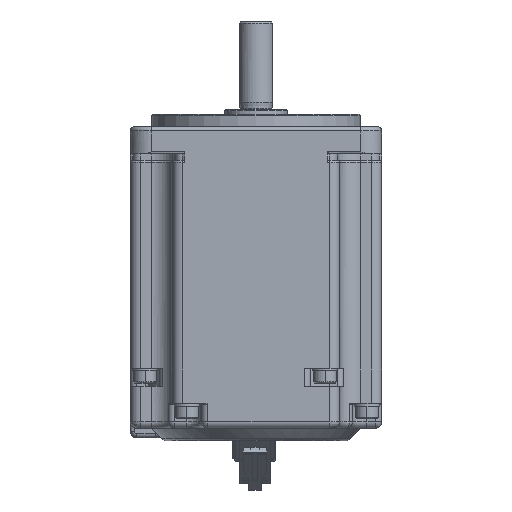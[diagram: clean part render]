
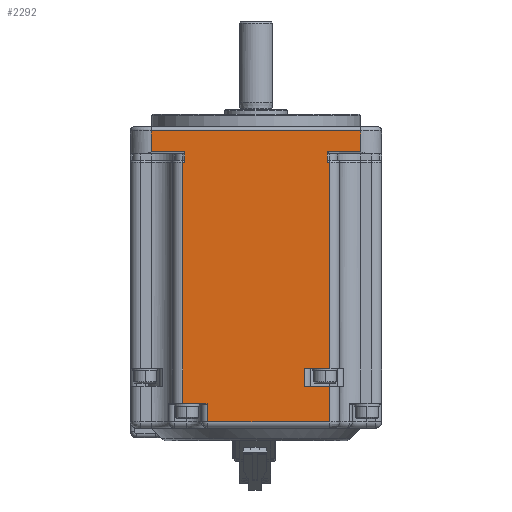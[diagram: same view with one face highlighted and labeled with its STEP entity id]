
A CAD part, front view. The second image highlights one B-rep face of the part: STEP entity #2292.
In plain terms, the highlighted planar face has unit normal (0, -1, 0).
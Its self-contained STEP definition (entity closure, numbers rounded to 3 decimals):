
#2113=CARTESIAN_POINT('',(62.5,-30.,-88.6));
#2114=VERTEX_POINT('',#2113);
#2122=CARTESIAN_POINT('',(62.5,-30.,-31.1));
#2123=VERTEX_POINT('',#2122);
#2124=CARTESIAN_POINT('',(62.5,-30.,-31.1));
#2125=DIRECTION('',(0.,0.,-1.));
#2126=VECTOR('',#2125,57.5);
#2127=LINE('',#2124,#2126);
#2128=EDGE_CURVE('',#2123,#2114,#2127,.T.);
#2141=CARTESIAN_POINT('',(80.,-30.,-58.35));
#2142=DIRECTION('',(0.,0.,1.));
#2143=DIRECTION('',(0.,-1.,0.));
#2144=AXIS2_PLACEMENT_3D('',#2141,#2143,#2142);
#2145=PLANE('',#2144);
#2146=CARTESIAN_POINT('',(67.403,-30.,-88.6));
#2147=VERTEX_POINT('',#2146);
#2148=CARTESIAN_POINT('',(62.5,-30.,-88.6));
#2149=DIRECTION('',(1.,0.,0.));
#2150=VECTOR('',#2149,4.903);
#2151=LINE('',#2148,#2150);
#2152=EDGE_CURVE('',#2114,#2147,#2151,.T.);
#2153=ORIENTED_EDGE('',*,*,#2152,.T.);
#2154=CARTESIAN_POINT('',(68.5,-30.,-88.8));
#2155=VERTEX_POINT('',#2154);
#2156=CARTESIAN_POINT('',(67.403,-30.,-88.6));
#2157=CARTESIAN_POINT('',(67.636,-30.,-88.6));
#2158=CARTESIAN_POINT('',(68.458,-30.,-88.75));
#2159=CARTESIAN_POINT('',(68.5,-30.,-88.8));
#2160=B_SPLINE_CURVE_WITH_KNOTS('',3,(#2156,#2157,#2158,#2159),.UNSPECIFIED.,.F.,.U.,(4,4),(0.,1.),.UNSPECIFIED.);
#2161=EDGE_CURVE('',#2147,#2155,#2160,.T.);
#2162=ORIENTED_EDGE('',*,*,#2161,.T.);
#2163=CARTESIAN_POINT('',(68.5,-30.,-93.1));
#2164=VERTEX_POINT('',#2163);
#2165=CARTESIAN_POINT('',(68.5,-30.,-88.8));
#2166=DIRECTION('',(0.,0.,-1.));
#2167=VECTOR('',#2166,4.3);
#2168=LINE('',#2165,#2167);
#2169=EDGE_CURVE('',#2155,#2164,#2168,.T.);
#2170=ORIENTED_EDGE('',*,*,#2169,.T.);
#2171=CARTESIAN_POINT('',(97.5,-30.,-93.1));
#2172=VERTEX_POINT('',#2171);
#2173=CARTESIAN_POINT('',(68.5,-30.,-93.1));
#2174=DIRECTION('',(1.,0.,0.));
#2175=VECTOR('',#2174,29.);
#2176=LINE('',#2173,#2175);
#2177=EDGE_CURVE('',#2164,#2172,#2176,.T.);
#2178=ORIENTED_EDGE('',*,*,#2177,.T.);
#2179=CARTESIAN_POINT('',(97.5,-30.,-84.6));
#2180=VERTEX_POINT('',#2179);
#2181=CARTESIAN_POINT('',(97.5,-30.,-93.1));
#2182=DIRECTION('',(0.,0.,1.));
#2183=VECTOR('',#2182,8.5);
#2184=LINE('',#2181,#2183);
#2185=EDGE_CURVE('',#2172,#2180,#2184,.T.);
#2186=ORIENTED_EDGE('',*,*,#2185,.T.);
#2187=CARTESIAN_POINT('',(91.5,-30.,-84.6));
#2188=VERTEX_POINT('',#2187);
#2189=CARTESIAN_POINT('',(97.5,-30.,-84.6));
#2190=DIRECTION('',(-1.,0.,0.));
#2191=VECTOR('',#2190,6.);
#2192=LINE('',#2189,#2191);
#2193=EDGE_CURVE('',#2180,#2188,#2192,.T.);
#2194=ORIENTED_EDGE('',*,*,#2193,.T.);
#2195=CARTESIAN_POINT('',(91.5,-30.,-80.3));
#2196=VERTEX_POINT('',#2195);
#2197=CARTESIAN_POINT('',(91.5,-30.,-84.6));
#2198=DIRECTION('',(0.,0.,1.));
#2199=VECTOR('',#2198,4.3);
#2200=LINE('',#2197,#2199);
#2201=EDGE_CURVE('',#2188,#2196,#2200,.T.);
#2202=ORIENTED_EDGE('',*,*,#2201,.T.);
#2203=CARTESIAN_POINT('',(97.5,-30.,-80.3));
#2204=VERTEX_POINT('',#2203);
#2205=CARTESIAN_POINT('',(91.5,-30.,-80.3));
#2206=DIRECTION('',(1.,0.,0.));
#2207=VECTOR('',#2206,6.);
#2208=LINE('',#2205,#2207);
#2209=EDGE_CURVE('',#2196,#2204,#2208,.T.);
#2210=ORIENTED_EDGE('',*,*,#2209,.T.);
#2211=CARTESIAN_POINT('',(97.5,-30.,-31.1));
#2212=VERTEX_POINT('',#2211);
#2213=CARTESIAN_POINT('',(97.5,-30.,-31.1));
#2214=DIRECTION('',(0.,0.,-1.));
#2215=VECTOR('',#2214,49.2);
#2216=LINE('',#2213,#2215);
#2217=EDGE_CURVE('',#2212,#2204,#2216,.T.);
#2218=ORIENTED_EDGE('',*,*,#2217,.F.);
#2219=CARTESIAN_POINT('',(97.,-30.,-31.1));
#2220=VERTEX_POINT('',#2219);
#2221=CARTESIAN_POINT('',(97.,-30.,-31.1));
#2222=DIRECTION('',(1.,0.,0.));
#2223=VECTOR('',#2222,0.5);
#2224=LINE('',#2221,#2223);
#2225=EDGE_CURVE('',#2220,#2212,#2224,.T.);
#2226=ORIENTED_EDGE('',*,*,#2225,.F.);
#2227=CARTESIAN_POINT('',(97.,-30.,-28.6));
#2228=VERTEX_POINT('',#2227);
#2229=CARTESIAN_POINT('',(97.,-30.,-28.6));
#2230=DIRECTION('',(0.,0.,-1.));
#2231=VECTOR('',#2230,2.5);
#2232=LINE('',#2229,#2231);
#2233=EDGE_CURVE('',#2228,#2220,#2232,.T.);
#2234=ORIENTED_EDGE('',*,*,#2233,.F.);
#2235=CARTESIAN_POINT('',(105.,-30.,-28.6));
#2236=VERTEX_POINT('',#2235);
#2237=CARTESIAN_POINT('',(105.,-30.,-28.6));
#2238=DIRECTION('',(-1.,0.,0.));
#2239=VECTOR('',#2238,8.);
#2240=LINE('',#2237,#2239);
#2241=EDGE_CURVE('',#2236,#2228,#2240,.T.);
#2242=ORIENTED_EDGE('',*,*,#2241,.F.);
#2243=CARTESIAN_POINT('',(105.,-30.,-23.6));
#2244=VERTEX_POINT('',#2243);
#2245=CARTESIAN_POINT('',(105.,-30.,-23.6));
#2246=DIRECTION('',(0.,0.,-1.));
#2247=VECTOR('',#2246,5.);
#2248=LINE('',#2245,#2247);
#2249=EDGE_CURVE('',#2244,#2236,#2248,.T.);
#2250=ORIENTED_EDGE('',*,*,#2249,.F.);
#2251=CARTESIAN_POINT('',(55.,-30.,-23.6));
#2252=VERTEX_POINT('',#2251);
#2253=CARTESIAN_POINT('',(105.,-30.,-23.6));
#2254=DIRECTION('',(-1.,0.,0.));
#2255=VECTOR('',#2254,50.);
#2256=LINE('',#2253,#2255);
#2257=EDGE_CURVE('',#2244,#2252,#2256,.T.);
#2258=ORIENTED_EDGE('',*,*,#2257,.T.);
#2259=CARTESIAN_POINT('',(55.,-30.,-28.6));
#2260=VERTEX_POINT('',#2259);
#2261=CARTESIAN_POINT('',(55.,-30.,-28.6));
#2262=DIRECTION('',(0.,0.,1.));
#2263=VECTOR('',#2262,5.);
#2264=LINE('',#2261,#2263);
#2265=EDGE_CURVE('',#2260,#2252,#2264,.T.);
#2266=ORIENTED_EDGE('',*,*,#2265,.F.);
#2267=CARTESIAN_POINT('',(63.,-30.,-28.6));
#2268=VERTEX_POINT('',#2267);
#2269=CARTESIAN_POINT('',(63.,-30.,-28.6));
#2270=DIRECTION('',(-1.,0.,0.));
#2271=VECTOR('',#2270,8.);
#2272=LINE('',#2269,#2271);
#2273=EDGE_CURVE('',#2268,#2260,#2272,.T.);
#2274=ORIENTED_EDGE('',*,*,#2273,.F.);
#2275=CARTESIAN_POINT('',(63.,-30.,-31.1));
#2276=VERTEX_POINT('',#2275);
#2277=CARTESIAN_POINT('',(63.,-30.,-31.1));
#2278=DIRECTION('',(0.,0.,1.));
#2279=VECTOR('',#2278,2.5);
#2280=LINE('',#2277,#2279);
#2281=EDGE_CURVE('',#2276,#2268,#2280,.T.);
#2282=ORIENTED_EDGE('',*,*,#2281,.F.);
#2283=CARTESIAN_POINT('',(62.5,-30.,-31.1));
#2284=DIRECTION('',(1.,0.,0.));
#2285=VECTOR('',#2284,0.5);
#2286=LINE('',#2283,#2285);
#2287=EDGE_CURVE('',#2123,#2276,#2286,.T.);
#2288=ORIENTED_EDGE('',*,*,#2287,.F.);
#2289=ORIENTED_EDGE('',*,*,#2128,.T.);
#2290=EDGE_LOOP('',(#2153,#2162,#2170,#2178,#2186,#2194,#2202,#2210,#2218,#2226,#2234,#2242,#2250,#2258,#2266,#2274,#2282,#2288,#2289));
#2291=FACE_OUTER_BOUND('',#2290,.T.);
#2292=ADVANCED_FACE('',(#2291),#2145,.T.);
